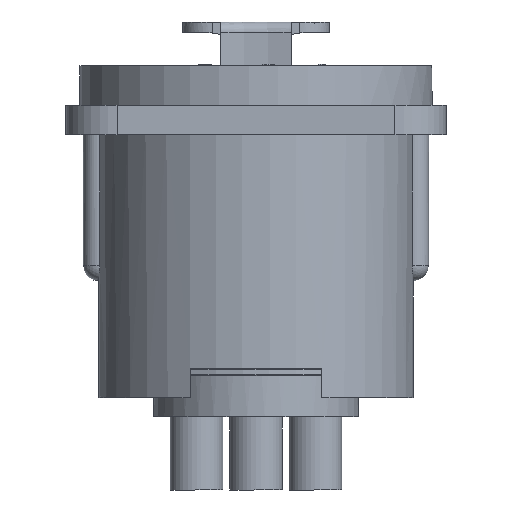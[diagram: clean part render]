
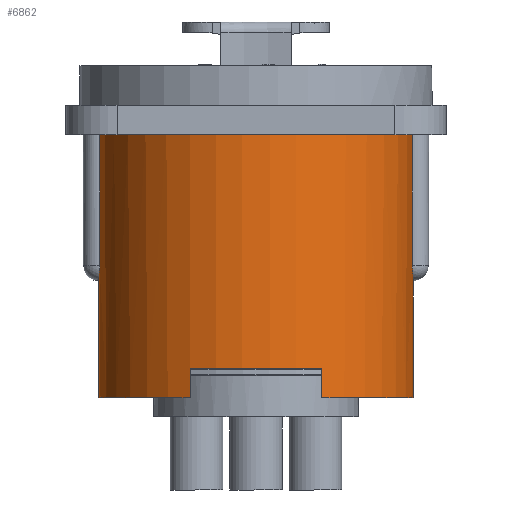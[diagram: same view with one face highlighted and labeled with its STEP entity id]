
A CAD part, front view. The second image highlights one B-rep face of the part: STEP entity #6862.
In plain terms, the highlighted cylindrical face has radius 10.75 mm (diameter 21.5 mm), a partial arc.
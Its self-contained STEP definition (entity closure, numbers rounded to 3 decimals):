
#364=CIRCLE('',#7507,10.75);
#366=CIRCLE('',#7509,10.75);
#367=CIRCLE('',#7510,10.75);
#440=CIRCLE('',#7649,10.75);
#441=CIRCLE('',#7651,10.75);
#442=CIRCLE('',#7653,10.75);
#605=CYLINDRICAL_SURFACE('',#7656,10.75);
#1058=FACE_OUTER_BOUND('',#1479,.T.);
#1479=EDGE_LOOP('',(#5816,#5817,#5818,#5819,#5820,#5821,#5822,#5823,#5824,
#5825,#5826,#5827,#5828,#5829,#5830,#5831,#5832,#5833,#5834,#5835));
#1842=LINE('',#11082,#2376);
#1843=LINE('',#11085,#2377);
#1844=LINE('',#11121,#2378);
#1845=LINE('',#11124,#2379);
#1929=LINE('',#11443,#2463);
#1937=LINE('',#11466,#2471);
#1942=LINE('',#11475,#2476);
#1947=LINE('',#11495,#2481);
#1953=LINE('',#11512,#2487);
#1954=LINE('',#11514,#2488);
#2376=VECTOR('',#8789,10.);
#2377=VECTOR('',#8792,10.);
#2378=VECTOR('',#8803,10.);
#2379=VECTOR('',#8806,10.);
#2463=VECTOR('',#9150,10.);
#2471=VECTOR('',#9176,10.);
#2476=VECTOR('',#9183,10.);
#2481=VECTOR('',#9204,10.);
#2487=VECTOR('',#9224,10.);
#2488=VECTOR('',#9227,10.);
#2743=B_SPLINE_CURVE_WITH_KNOTS('',3,(#11050,#11051,#11052,#11053,#11054,
#11055,#11056,#11057,#11058,#11059,#11060,#11061),.UNSPECIFIED.,.F.,.F.,
(4,2,2,2,2,4),(0.313,0.35,0.386,0.418,
0.444,0.47),.UNSPECIFIED.);
#2744=B_SPLINE_CURVE_WITH_KNOTS('',3,(#11068,#11069,#11070,#11071,#11072,
#11073,#11074,#11075,#11076,#11077,#11078,#11079),.UNSPECIFIED.,.F.,.F.,
(4,2,2,2,2,4),(0.47,0.496,0.522,0.554,
0.59,0.627),.UNSPECIFIED.);
#2745=B_SPLINE_CURVE_WITH_KNOTS('',3,(#11089,#11090,#11091,#11092,#11093,
#11094,#11095,#11096,#11097,#11098,#11099,#11100),.UNSPECIFIED.,.F.,.F.,
(4,2,2,2,2,4),(0.313,0.35,0.386,0.418,
0.444,0.47),.UNSPECIFIED.);
#2746=B_SPLINE_CURVE_WITH_KNOTS('',3,(#11107,#11108,#11109,#11110,#11111,
#11112,#11113,#11114,#11115,#11116,#11117,#11118),.UNSPECIFIED.,.F.,.F.,
(4,2,2,2,2,4),(0.47,0.496,0.522,0.554,
0.59,0.627),.UNSPECIFIED.);
#3104=VERTEX_POINT('',#11048);
#3105=VERTEX_POINT('',#11049);
#3108=VERTEX_POINT('',#11066);
#3109=VERTEX_POINT('',#11081);
#3110=VERTEX_POINT('',#11083);
#3111=VERTEX_POINT('',#11087);
#3112=VERTEX_POINT('',#11088);
#3115=VERTEX_POINT('',#11105);
#3116=VERTEX_POINT('',#11120);
#3117=VERTEX_POINT('',#11122);
#3128=VERTEX_POINT('',#11146);
#3131=VERTEX_POINT('',#11152);
#3222=VERTEX_POINT('',#11442);
#3228=VERTEX_POINT('',#11465);
#3231=VERTEX_POINT('',#11473);
#3238=VERTEX_POINT('',#11494);
#3239=VERTEX_POINT('',#11498);
#3240=VERTEX_POINT('',#11502);
#3241=VERTEX_POINT('',#11506);
#3242=VERTEX_POINT('',#11508);
#3939=EDGE_CURVE('',#3104,#3105,#2743,.F.);
#3943=EDGE_CURVE('',#3108,#3104,#2744,.F.);
#3944=EDGE_CURVE('',#3109,#3105,#1842,.T.);
#3946=EDGE_CURVE('',#3108,#3110,#1843,.T.);
#3947=EDGE_CURVE('',#3111,#3112,#2745,.F.);
#3951=EDGE_CURVE('',#3115,#3111,#2746,.F.);
#3952=EDGE_CURVE('',#3116,#3112,#1844,.T.);
#3954=EDGE_CURVE('',#3115,#3117,#1845,.T.);
#3965=EDGE_CURVE('',#3116,#3128,#364,.T.);
#3969=EDGE_CURVE('',#3131,#3110,#366,.T.);
#3970=EDGE_CURVE('',#3109,#3117,#367,.T.);
#4112=EDGE_CURVE('',#3222,#3128,#1929,.T.);
#4124=EDGE_CURVE('',#3131,#3228,#1937,.T.);
#4129=EDGE_CURVE('',#3228,#3231,#1942,.T.);
#4138=EDGE_CURVE('',#3238,#3222,#1947,.T.);
#4141=EDGE_CURVE('',#3239,#3231,#440,.T.);
#4142=EDGE_CURVE('',#3238,#3240,#441,.T.);
#4145=EDGE_CURVE('',#3242,#3241,#442,.T.);
#4147=EDGE_CURVE('',#3239,#3242,#1953,.T.);
#4148=EDGE_CURVE('',#3241,#3240,#1954,.T.);
#5816=ORIENTED_EDGE('',*,*,#3954,.T.);
#5817=ORIENTED_EDGE('',*,*,#3970,.F.);
#5818=ORIENTED_EDGE('',*,*,#3944,.T.);
#5819=ORIENTED_EDGE('',*,*,#3939,.F.);
#5820=ORIENTED_EDGE('',*,*,#3943,.F.);
#5821=ORIENTED_EDGE('',*,*,#3946,.T.);
#5822=ORIENTED_EDGE('',*,*,#3969,.F.);
#5823=ORIENTED_EDGE('',*,*,#4124,.T.);
#5824=ORIENTED_EDGE('',*,*,#4129,.T.);
#5825=ORIENTED_EDGE('',*,*,#4141,.F.);
#5826=ORIENTED_EDGE('',*,*,#4147,.T.);
#5827=ORIENTED_EDGE('',*,*,#4145,.T.);
#5828=ORIENTED_EDGE('',*,*,#4148,.T.);
#5829=ORIENTED_EDGE('',*,*,#4142,.F.);
#5830=ORIENTED_EDGE('',*,*,#4138,.T.);
#5831=ORIENTED_EDGE('',*,*,#4112,.T.);
#5832=ORIENTED_EDGE('',*,*,#3965,.F.);
#5833=ORIENTED_EDGE('',*,*,#3952,.T.);
#5834=ORIENTED_EDGE('',*,*,#3947,.F.);
#5835=ORIENTED_EDGE('',*,*,#3951,.F.);
#6862=ADVANCED_FACE('',(#1058),#605,.T.);
#7507=AXIS2_PLACEMENT_3D('',#11147,#8825,#8826);
#7509=AXIS2_PLACEMENT_3D('',#11154,#8831,#8832);
#7510=AXIS2_PLACEMENT_3D('',#11155,#8833,#8834);
#7649=AXIS2_PLACEMENT_3D('',#11500,#9209,#9210);
#7651=AXIS2_PLACEMENT_3D('',#11503,#9213,#9214);
#7653=AXIS2_PLACEMENT_3D('',#11509,#9219,#9220);
#7656=AXIS2_PLACEMENT_3D('',#11515,#9228,#9229);
#8789=DIRECTION('',(0.,1.,0.));
#8792=DIRECTION('',(0.,-1.,0.));
#8803=DIRECTION('',(0.,1.,0.));
#8806=DIRECTION('',(0.,-1.,0.));
#8825=DIRECTION('center_axis',(0.,-1.,0.));
#8826=DIRECTION('ref_axis',(1.,0.,0.));
#8831=DIRECTION('center_axis',(0.,-1.,0.));
#8832=DIRECTION('ref_axis',(1.,0.,0.));
#8833=DIRECTION('center_axis',(0.,-1.,0.));
#8834=DIRECTION('ref_axis',(1.,0.,0.));
#9150=DIRECTION('',(0.,-1.,0.));
#9176=DIRECTION('',(0.,1.,0.));
#9183=DIRECTION('',(0.,1.,0.));
#9204=DIRECTION('',(0.,-1.,0.));
#9209=DIRECTION('center_axis',(0.,1.,0.));
#9210=DIRECTION('ref_axis',(1.,0.,0.));
#9213=DIRECTION('center_axis',(0.,1.,0.));
#9214=DIRECTION('ref_axis',(1.,0.,0.));
#9219=DIRECTION('center_axis',(0.,-1.,0.));
#9220=DIRECTION('ref_axis',(1.,0.,0.));
#9224=DIRECTION('',(0.,-1.,0.));
#9227=DIRECTION('',(0.,1.,0.));
#9228=DIRECTION('center_axis',(0.,1.,0.));
#9229=DIRECTION('ref_axis',(0.,0.,-1.));
#11048=CARTESIAN_POINT('',(-10.75,12.,-1.25));
#11049=CARTESIAN_POINT('',(-10.699,10.95,-2.299));
#11050=CARTESIAN_POINT('Ctrl Pts',(-10.699,10.95,-2.299));
#11051=CARTESIAN_POINT('Ctrl Pts',(-10.699,11.071,-2.299));
#11052=CARTESIAN_POINT('Ctrl Pts',(-10.701,11.2,-2.277));
#11053=CARTESIAN_POINT('Ctrl Pts',(-10.709,11.442,-2.186));
#11054=CARTESIAN_POINT('Ctrl Pts',(-10.715,11.554,-2.117));
#11055=CARTESIAN_POINT('Ctrl Pts',(-10.726,11.725,-1.966));
#11056=CARTESIAN_POINT('Ctrl Pts',(-10.733,11.806,-1.867));
#11057=CARTESIAN_POINT('Ctrl Pts',(-10.741,11.903,-1.7));
#11058=CARTESIAN_POINT('Ctrl Pts',(-10.744,11.94,-1.612));
#11059=CARTESIAN_POINT('Ctrl Pts',(-10.749,11.989,-1.431));
#11060=CARTESIAN_POINT('Ctrl Pts',(-10.75,12.,-1.337));
#11061=CARTESIAN_POINT('Ctrl Pts',(-10.75,12.,-1.25));
#11066=CARTESIAN_POINT('',(-10.699,10.95,-0.201));
#11068=CARTESIAN_POINT('Ctrl Pts',(-10.75,12.,-1.25));
#11069=CARTESIAN_POINT('Ctrl Pts',(-10.75,12.,-1.163));
#11070=CARTESIAN_POINT('Ctrl Pts',(-10.749,11.989,-1.069));
#11071=CARTESIAN_POINT('Ctrl Pts',(-10.744,11.94,-0.888));
#11072=CARTESIAN_POINT('Ctrl Pts',(-10.741,11.903,-0.8));
#11073=CARTESIAN_POINT('Ctrl Pts',(-10.733,11.806,-0.633));
#11074=CARTESIAN_POINT('Ctrl Pts',(-10.726,11.725,-0.534));
#11075=CARTESIAN_POINT('Ctrl Pts',(-10.715,11.554,-0.383));
#11076=CARTESIAN_POINT('Ctrl Pts',(-10.709,11.442,-0.314));
#11077=CARTESIAN_POINT('Ctrl Pts',(-10.701,11.2,-0.223));
#11078=CARTESIAN_POINT('Ctrl Pts',(-10.699,11.071,-0.201));
#11079=CARTESIAN_POINT('Ctrl Pts',(-10.699,10.95,-0.201));
#11081=CARTESIAN_POINT('',(-10.699,2.,-2.299));
#11082=CARTESIAN_POINT('',(-10.699,2.,-2.299));
#11083=CARTESIAN_POINT('',(-10.699,2.,-0.201));
#11085=CARTESIAN_POINT('',(-10.699,2.,-0.201));
#11087=CARTESIAN_POINT('',(10.75,12.,-1.25));
#11088=CARTESIAN_POINT('',(10.699,10.95,-0.201));
#11089=CARTESIAN_POINT('Ctrl Pts',(10.699,10.95,-0.201));
#11090=CARTESIAN_POINT('Ctrl Pts',(10.699,11.071,-0.201));
#11091=CARTESIAN_POINT('Ctrl Pts',(10.701,11.2,-0.223));
#11092=CARTESIAN_POINT('Ctrl Pts',(10.709,11.442,-0.314));
#11093=CARTESIAN_POINT('Ctrl Pts',(10.715,11.554,-0.383));
#11094=CARTESIAN_POINT('Ctrl Pts',(10.726,11.725,-0.534));
#11095=CARTESIAN_POINT('Ctrl Pts',(10.733,11.806,-0.633));
#11096=CARTESIAN_POINT('Ctrl Pts',(10.741,11.903,-0.8));
#11097=CARTESIAN_POINT('Ctrl Pts',(10.744,11.94,-0.888));
#11098=CARTESIAN_POINT('Ctrl Pts',(10.749,11.989,-1.069));
#11099=CARTESIAN_POINT('Ctrl Pts',(10.75,12.,-1.163));
#11100=CARTESIAN_POINT('Ctrl Pts',(10.75,12.,-1.25));
#11105=CARTESIAN_POINT('',(10.699,10.95,-2.299));
#11107=CARTESIAN_POINT('Ctrl Pts',(10.75,12.,-1.25));
#11108=CARTESIAN_POINT('Ctrl Pts',(10.75,12.,-1.337));
#11109=CARTESIAN_POINT('Ctrl Pts',(10.749,11.989,-1.431));
#11110=CARTESIAN_POINT('Ctrl Pts',(10.744,11.94,-1.612));
#11111=CARTESIAN_POINT('Ctrl Pts',(10.741,11.903,-1.7));
#11112=CARTESIAN_POINT('Ctrl Pts',(10.733,11.806,-1.867));
#11113=CARTESIAN_POINT('Ctrl Pts',(10.726,11.725,-1.966));
#11114=CARTESIAN_POINT('Ctrl Pts',(10.715,11.554,-2.117));
#11115=CARTESIAN_POINT('Ctrl Pts',(10.709,11.442,-2.186));
#11116=CARTESIAN_POINT('Ctrl Pts',(10.701,11.2,-2.277));
#11117=CARTESIAN_POINT('Ctrl Pts',(10.699,11.071,-2.299));
#11118=CARTESIAN_POINT('Ctrl Pts',(10.699,10.95,-2.299));
#11120=CARTESIAN_POINT('',(10.699,2.,-0.201));
#11121=CARTESIAN_POINT('',(10.699,2.,-0.201));
#11122=CARTESIAN_POINT('',(10.699,2.,-2.299));
#11124=CARTESIAN_POINT('',(10.699,2.,-2.299));
#11146=CARTESIAN_POINT('',(5.75,2.,7.833));
#11147=CARTESIAN_POINT('Origin',(0.,2.,-1.25));
#11152=CARTESIAN_POINT('',(-5.75,2.,7.833));
#11154=CARTESIAN_POINT('Origin',(0.,2.,-1.25));
#11155=CARTESIAN_POINT('Origin',(0.,2.,-1.25));
#11442=CARTESIAN_POINT('',(5.75,18.,7.833));
#11443=CARTESIAN_POINT('',(5.75,2.,7.833));
#11465=CARTESIAN_POINT('',(-5.75,18.,7.833));
#11466=CARTESIAN_POINT('',(-5.75,2.,7.833));
#11473=CARTESIAN_POINT('',(-5.75,20.,7.833));
#11475=CARTESIAN_POINT('',(-5.75,2.,7.833));
#11494=CARTESIAN_POINT('',(5.75,20.,7.833));
#11495=CARTESIAN_POINT('',(5.75,2.,7.833));
#11498=CARTESIAN_POINT('',(-4.5,20.,-11.013));
#11500=CARTESIAN_POINT('Origin',(0.,20.,-1.25));
#11502=CARTESIAN_POINT('',(4.5,20.,-11.013));
#11503=CARTESIAN_POINT('Origin',(0.,20.,-1.25));
#11506=CARTESIAN_POINT('',(4.5,18.,-11.013));
#11508=CARTESIAN_POINT('',(-4.5,18.,-11.013));
#11509=CARTESIAN_POINT('Origin',(0.,18.,-1.25));
#11512=CARTESIAN_POINT('',(-4.5,2.,-11.013));
#11514=CARTESIAN_POINT('',(4.5,2.,-11.013));
#11515=CARTESIAN_POINT('Origin',(0.,2.,-1.25));
